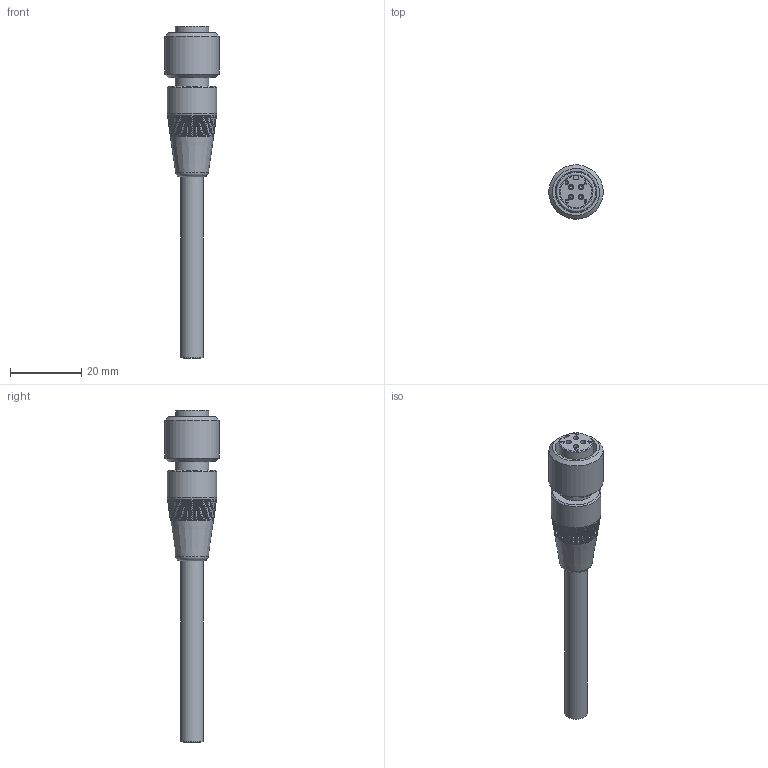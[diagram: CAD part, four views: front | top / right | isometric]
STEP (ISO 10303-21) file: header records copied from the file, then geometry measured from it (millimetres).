
FILE_DESCRIPTION(/* description */ (''),/* implementation_level */ '2;1');
FILE_NAME(/* name */ 'J4N.stp',/* time_stamp */ '2017-05-04T14:56:01-04:00',/* author */ ('aneininger'),/* organization */ ('CONNECTION TECHNOLOGY CENTER'),/* preprocessor_version */ 'ST-DEVELOPER v16.5',/* originating_system */ 'Autodesk Inventor 2017',/* authorisation */ '');
FILE_SCHEMA (('AUTOMOTIVE_DESIGN { 1 0 10303 214 3 1 1 }'));
Length unit declared in the file: inch
Products named in the file (1): J4N
Bounding box: 15.19 x 15.19 x 93.27 mm (x, y, z)
Volume: 6810.8 mm3; surface area: 4312.3 mm2
Topology: 1 solids, 1 shells, 501 faces, 913 edges, 516 vertices
Faces by surface type: cylinder 220, plane 211, bspline 39, cone 28, torus 3
Full cylindrical faces by diameter (mm): 0.128 x19, 0.203 x48, 1.143 x4, 1.575 x4, 3.937 x1, 4.445 x1, 4.572 x1, 6.35 x1, 9.423 x1, 9.677 x1, 11.684 x1, 11.709 x1, 11.974 x1, 12.119 x1, 12.265 x1, 12.41 x1, 12.555 x1, 12.7 x2, 12.845 x1, 12.99 x1, 13.135 x1, 13.281 x1, 13.426 x1, 13.571 x1, 13.97 x1, 15.24 x1
Entity records: 12519 total; most frequent: CARTESIAN_POINT 2408, DIRECTION 2129, ORIENTED_EDGE 1716, AXIS2_PLACEMENT_3D 957, EDGE_CURVE 786, EDGE_LOOP 707, STYLED_ITEM 502, ADVANCED_FACE 501
